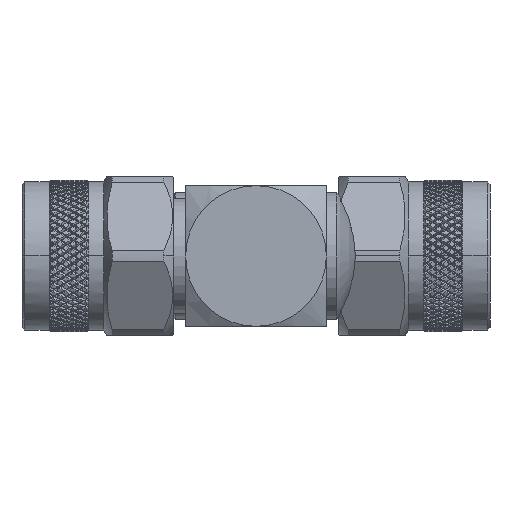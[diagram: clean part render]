
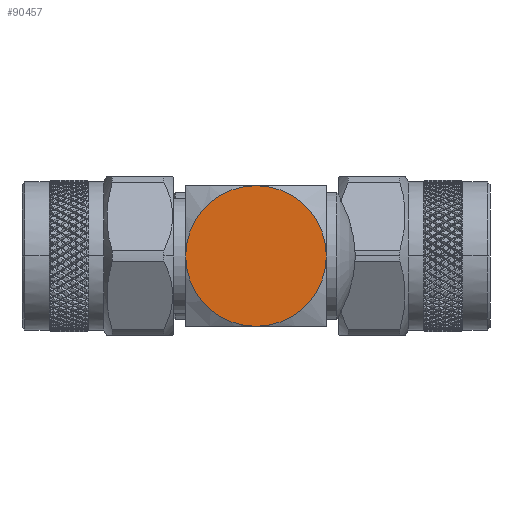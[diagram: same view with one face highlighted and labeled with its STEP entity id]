
A CAD part, left-side view. The second image highlights one B-rep face of the part: STEP entity #90457.
In plain terms, the highlighted planar face has unit normal (-1, 0, 0).
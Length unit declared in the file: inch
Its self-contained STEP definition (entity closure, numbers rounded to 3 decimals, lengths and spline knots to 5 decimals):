
#2294 = CARTESIAN_POINT ( 'NONE',  ( -0.27559, 0., 0. ) ) ;
#2518 = CARTESIAN_POINT ( 'NONE',  ( -0.27559, 0.27559, 0. ) ) ;
#3026 = CARTESIAN_POINT ( 'NONE',  ( -0.27559, 0., 0. ) ) ;
#6109 = CARTESIAN_POINT ( 'NONE',  ( -0.27559, 0., 0.27559 ) ) ;
#7226 = CARTESIAN_POINT ( 'NONE',  ( -0.27559, 0., 0. ) ) ;
#8181 = AXIS2_PLACEMENT_3D ( 'NONE', #62104, #92606, #47153 ) ;
#14562 = CIRCLE ( 'NONE', #32200, 0.27559 ) ;
#15256 = DIRECTION ( 'NONE',  ( 0., 0., -1. ) ) ;
#21014 = CIRCLE ( 'NONE', #8181, 0.27559 ) ;
#23743 = DIRECTION ( 'NONE',  ( 1., 0., 0. ) ) ;
#23993 = CARTESIAN_POINT ( 'NONE',  ( -0.27559, -0.27559, 0. ) ) ;
#27044 = VERTEX_POINT ( 'NONE', #23993 ) ;
#27186 = CIRCLE ( 'NONE', #97361, 0.27559 ) ;
#29124 = ORIENTED_EDGE ( 'NONE', *, *, #85667, .T. ) ;
#32200 = AXIS2_PLACEMENT_3D ( 'NONE', #7226, #23743, #15256 ) ;
#34623 = ORIENTED_EDGE ( 'NONE', *, *, #65203, .F. ) ;
#35283 = EDGE_CURVE ( 'NONE', #27044, #59107, #62671, .T. ) ;
#43526 = EDGE_LOOP ( 'NONE', ( #34623, #61907, #50385, #29124 ) ) ;
#45283 = PLANE ( 'NONE',  #76839 ) ;
#47153 = DIRECTION ( 'NONE',  ( 0., 0., -1. ) ) ;
#50385 = ORIENTED_EDGE ( 'NONE', *, *, #68989, .F. ) ;
#51306 = DIRECTION ( 'NONE',  ( 1., 0., 0. ) ) ;
#56741 = DIRECTION ( 'NONE',  ( 0., 0., -1. ) ) ;
#58440 = DIRECTION ( 'NONE',  ( 0., 0., 1. ) ) ;
#58985 = CARTESIAN_POINT ( 'NONE',  ( -0.27559, 0., -0.27559 ) ) ;
#59107 = VERTEX_POINT ( 'NONE', #58985 ) ;
#61907 = ORIENTED_EDGE ( 'NONE', *, *, #35283, .F. ) ;
#62104 = CARTESIAN_POINT ( 'NONE',  ( -0.27559, 0., 0. ) ) ;
#62671 = CIRCLE ( 'NONE', #94650, 0.27559 ) ;
#64957 = DIRECTION ( 'NONE',  ( -1., 0., 0. ) ) ;
#65203 = EDGE_CURVE ( 'NONE', #59107, #92048, #14562, .T. ) ;
#67250 = FACE_OUTER_BOUND ( 'NONE', #43526, .T. ) ;
#68727 = CARTESIAN_POINT ( 'NONE',  ( -0.27559, -0.27559, 0.27559 ) ) ;
#68989 = EDGE_CURVE ( 'NONE', #83458, #27044, #21014, .T. ) ;
#76213 = DIRECTION ( 'NONE',  ( 0., 1., 0. ) ) ;
#76839 = AXIS2_PLACEMENT_3D ( 'NONE', #68727, #51306, #76213 ) ;
#79207 = DIRECTION ( 'NONE',  ( 1., 0., 0. ) ) ;
#83458 = VERTEX_POINT ( 'NONE', #6109 ) ;
#85667 = EDGE_CURVE ( 'NONE', #83458, #92048, #27186, .T. ) ;
#90457 = ADVANCED_FACE ( 'NONE', ( #67250 ), #45283, .F. ) ;
#92048 = VERTEX_POINT ( 'NONE', #2518 ) ;
#92606 = DIRECTION ( 'NONE',  ( 1., 0., 0. ) ) ;
#94650 = AXIS2_PLACEMENT_3D ( 'NONE', #2294, #79207, #56741 ) ;
#97361 = AXIS2_PLACEMENT_3D ( 'NONE', #3026, #64957, #58440 ) ;
